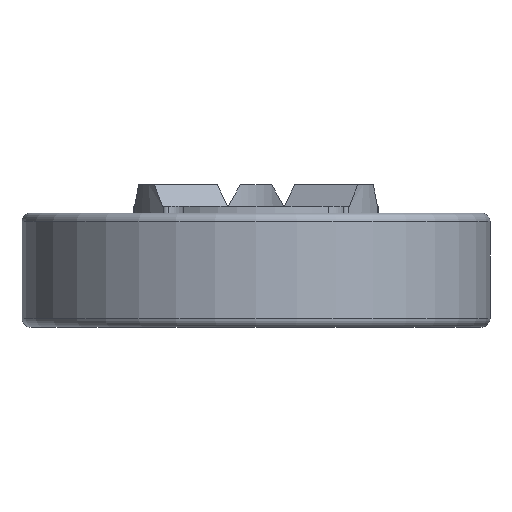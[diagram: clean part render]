
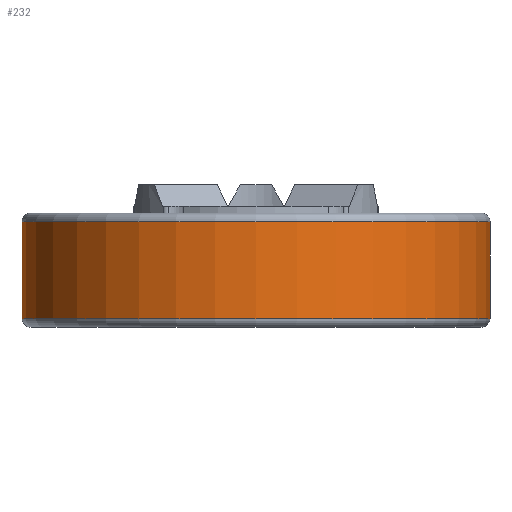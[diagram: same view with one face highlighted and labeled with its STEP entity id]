
A CAD part, front view. The second image highlights one B-rep face of the part: STEP entity #232.
In plain terms, the highlighted cylindrical face has radius 10.85 mm (diameter 21.7 mm), a full revolution.
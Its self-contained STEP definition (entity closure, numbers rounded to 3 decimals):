
#96=CYLINDRICAL_SURFACE('',#996,10.85);
#232=ADVANCED_FACE('',(#280,#281),#96,.T.);
#280=FACE_BOUND('',#350,.T.);
#281=FACE_BOUND('',#351,.T.);
#350=EDGE_LOOP('',(#568));
#351=EDGE_LOOP('',(#569));
#568=ORIENTED_EDGE('',*,*,#762,.F.);
#569=ORIENTED_EDGE('',*,*,#763,.T.);
#653=VERTEX_POINT('',#1601);
#654=VERTEX_POINT('',#1603);
#762=EDGE_CURVE('',#653,#653,#829,.T.);
#763=EDGE_CURVE('',#654,#654,#830,.T.);
#829=CIRCLE('',#994,10.85);
#830=CIRCLE('',#995,10.85);
#994=AXIS2_PLACEMENT_3D('',#1600,#1248,#1249);
#995=AXIS2_PLACEMENT_3D('',#1602,#1250,#1251);
#996=AXIS2_PLACEMENT_3D('',#1604,#1252,#1253);
#1248=DIRECTION('',(0.,0.,-1.));
#1249=DIRECTION('',(-1.,0.,0.));
#1250=DIRECTION('',(0.,0.,-1.));
#1251=DIRECTION('',(-1.,0.,0.));
#1252=DIRECTION('',(0.,0.,-1.));
#1253=DIRECTION('',(-1.,0.,0.));
#1600=CARTESIAN_POINT('',(0.,0.,-5.3));
#1601=CARTESIAN_POINT('',(-10.85,0.,-5.3));
#1602=CARTESIAN_POINT('',(0.,0.,-0.81));
#1603=CARTESIAN_POINT('',(-10.85,0.,-0.81));
#1604=CARTESIAN_POINT('',(0.,0.,0.));
